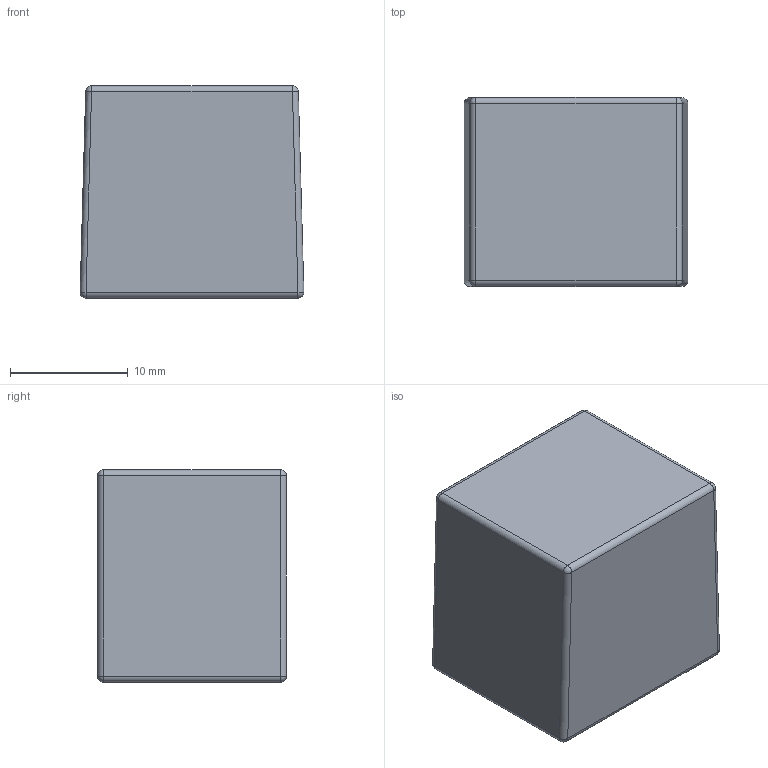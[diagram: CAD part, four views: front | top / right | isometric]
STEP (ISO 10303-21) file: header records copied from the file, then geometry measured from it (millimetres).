
FILE_DESCRIPTION(/* description */ (''),/* implementation_level */ '2;1');
FILE_NAME(/* name */ 'Vorhangkappe_v3.step',/* time_stamp */ '2025-03-29T16:11:46+01:00',/* author */ (''),/* organization */ (''),/* preprocessor_version */ 'ST-DEVELOPER v20.1',/* originating_system */ 'Autodesk Translation Framework v14.4.0.0',/* authorisation */ '');
FILE_SCHEMA (('AUTOMOTIVE_DESIGN { 1 0 10303 214 3 1 1 }'));
Length unit declared in the file: millimetre
Products named in the file (1): Vorhangkappe
Bounding box: 18.97 x 16 x 18 mm (x, y, z)
Volume: 1740 mm3; surface area: 2648.6 mm2
Topology: 1 solids, 1 shells, 51 faces, 100 edges, 52 vertices
Faces by surface type: cylinder 24, sphere 12, plane 11, bspline 4
Entity records: 1398 total; most frequent: CARTESIAN_POINT 300, DIRECTION 248, ORIENTED_EDGE 200, EDGE_CURVE 100, AXIS2_PLACEMENT_3D 100, EDGE_LOOP 52, VERTEX_POINT 52, FACE_OUTER_BOUND 51
